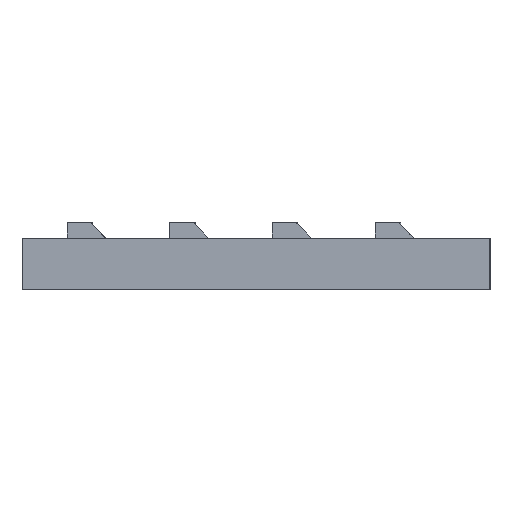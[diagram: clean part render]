
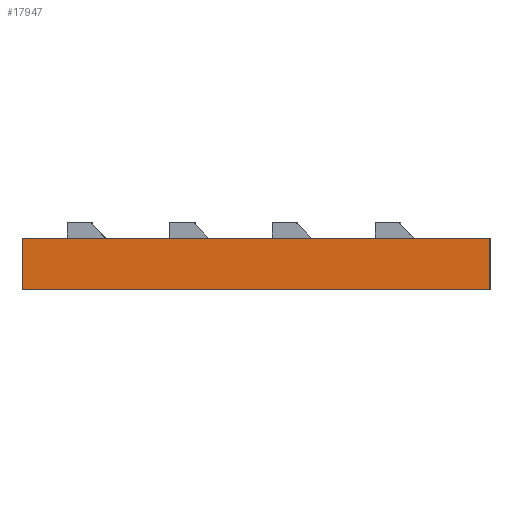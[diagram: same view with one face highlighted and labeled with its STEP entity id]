
A CAD part, left-side view. The second image highlights one B-rep face of the part: STEP entity #17947.
In plain terms, the highlighted planar face has unit normal (-1, 0, 0).
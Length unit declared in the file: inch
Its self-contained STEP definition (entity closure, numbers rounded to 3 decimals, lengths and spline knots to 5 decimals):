
#2285=FACE_OUTER_BOUND('',#3351,.T.);
#3351=EDGE_LOOP('',(#11839,#11840,#11841,#11842));
#4411=LINE('',#26629,#5747);
#4449=LINE('',#26713,#5785);
#4450=LINE('',#26714,#5786);
#4451=LINE('',#26715,#5787);
#5747=VECTOR('',#21111,0.3937);
#5785=VECTOR('',#21169,0.3937);
#5786=VECTOR('',#21170,0.3937);
#5787=VECTOR('',#21171,0.3937);
#7083=VERTEX_POINT('',#26627);
#7084=VERTEX_POINT('',#26628);
#7119=VERTEX_POINT('',#26711);
#7120=VERTEX_POINT('',#26712);
#8911=EDGE_CURVE('',#7083,#7084,#4411,.T.);
#8949=EDGE_CURVE('',#7119,#7120,#4449,.T.);
#8950=EDGE_CURVE('',#7119,#7084,#4450,.T.);
#8951=EDGE_CURVE('',#7083,#7120,#4451,.T.);
#11839=ORIENTED_EDGE('',*,*,#8949,.F.);
#11840=ORIENTED_EDGE('',*,*,#8950,.T.);
#11841=ORIENTED_EDGE('',*,*,#8911,.F.);
#11842=ORIENTED_EDGE('',*,*,#8951,.T.);
#17585=PLANE('',#19027);
#17947=ADVANCED_FACE('',(#2285),#17585,.T.);
#19027=AXIS2_PLACEMENT_3D('',#26710,#21167,#21168);
#21111=DIRECTION('',(0.,1.,0.));
#21167=DIRECTION('center_axis',(-1.,0.,0.));
#21168=DIRECTION('ref_axis',(0.,-1.,0.));
#21169=DIRECTION('',(0.,-1.,0.));
#21170=DIRECTION('',(0.,0.,-1.));
#21171=DIRECTION('',(0.,0.,1.));
#26627=CARTESIAN_POINT('',(-3.94167,-1.65,-0.66383));
#26628=CARTESIAN_POINT('',(-3.94167,4.425,-0.66383));
#26629=CARTESIAN_POINT('',(-3.94167,-1.65,-0.66383));
#26710=CARTESIAN_POINT('Origin',(-3.94167,4.425,-0.41383));
#26711=CARTESIAN_POINT('',(-3.94167,4.425,0.));
#26712=CARTESIAN_POINT('',(-3.94167,-1.65,0.));
#26713=CARTESIAN_POINT('',(-3.94167,2.90625,0.));
#26714=CARTESIAN_POINT('',(-3.94167,4.425,-0.41383));
#26715=CARTESIAN_POINT('',(-3.94167,-1.65,-0.41383));
